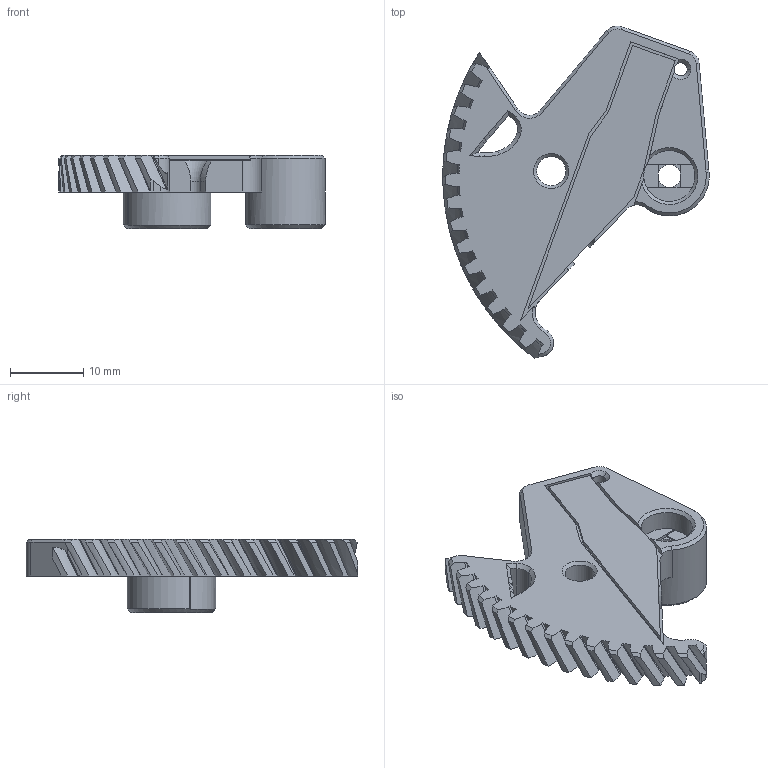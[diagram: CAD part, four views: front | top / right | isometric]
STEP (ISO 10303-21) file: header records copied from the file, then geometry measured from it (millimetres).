
FILE_DESCRIPTION (( 'STEP AP214' ), '1' );
FILE_NAME ('Cutter Gear.step', '2024-05-30T00:39:57', ( '' ), ( '' ), 'SwSTEP 2.0', 'SolidWorks 2024', '' );
FILE_SCHEMA (( 'AUTOMOTIVE_DESIGN' ));
Length unit declared in the file: millimetre
Products named in the file (1): Cutter Gear
Bounding box: 36.45 x 45.42 x 10 mm (x, y, z)
Volume: 3550.1 mm3; surface area: 4453.8 mm2
Topology: 2 solids, 2 shells, 427 faces, 1160 edges, 759 vertices
Faces by surface type: plane 185, bspline 145, cylinder 68, cone 26, torus 3
Full cylindrical faces by diameter (mm): 1.8 x2, 3.1 x1, 4 x1, 5.1 x1, 7 x1, 7.1 x1, 8.45 x2, 9.85 x1, 10.9 x1
Entity records: 23068 total; most frequent: CARTESIAN_POINT 8819, ORIENTED_EDGE 2258, DIRECTION 1446, EDGE_CURVE 1129, VERTEX_POINT 750, LINE 530, VECTOR 530, EDGE_LOOP 481
